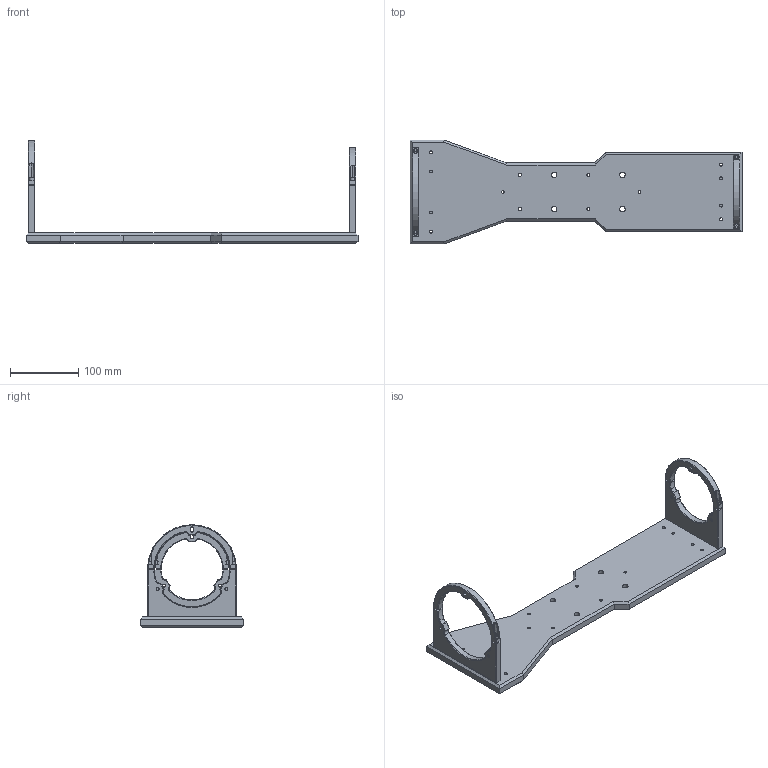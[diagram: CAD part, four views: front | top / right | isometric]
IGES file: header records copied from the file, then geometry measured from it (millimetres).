
Start section: SolidWorks IGES file using analytic representation for surfaces
Global section: file name: DP20157_CMHOTC12K064.igs; native system: SolidWorks 2021; preprocessor: SolidWorks 2021; author: ccharly; date: 211104.151009; units: millimetre
Bounding box: 486 x 152 x 150 mm (x, y, z)
Surface area: 166903.8 mm2 (no closed solid volume)
Topology: 0 solids, 0 shells, 386 faces, 5410 edges, 5410 vertices
Faces by surface type: bspline 210, revolution 176
